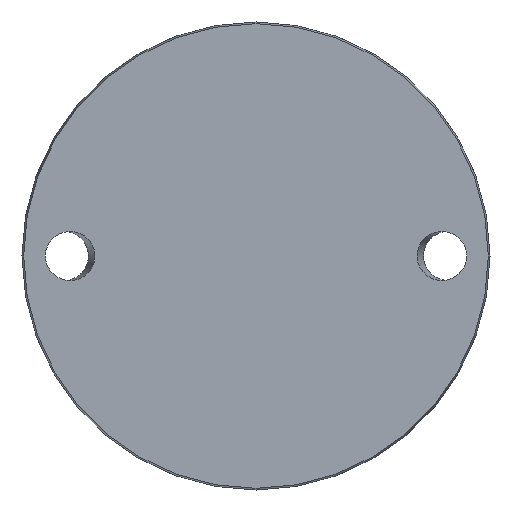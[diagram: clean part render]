
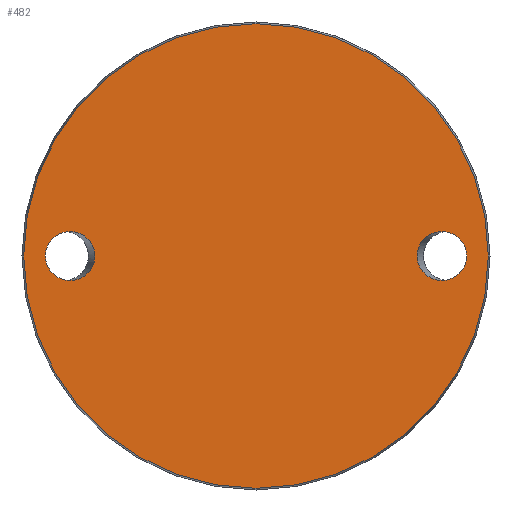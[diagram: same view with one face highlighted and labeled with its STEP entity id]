
A CAD part, front view. The second image highlights one B-rep face of the part: STEP entity #482.
In plain terms, the highlighted planar face has unit normal (0, -1, 0).
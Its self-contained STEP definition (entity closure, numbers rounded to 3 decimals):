
#21 = CARTESIAN_POINT ( 'NONE',  ( 71.115, 0., -16.5 ) ) ;
#39 = CARTESIAN_POINT ( 'NONE',  ( 0., 0., 0. ) ) ;
#40 = EDGE_CURVE ( 'NONE', #628, #628, #609, .T. ) ;
#46 = CARTESIAN_POINT ( 'NONE',  ( -71.115, 0., -16.5 ) ) ;
#120 = DIRECTION ( 'NONE',  ( 0., 0., 1. ) ) ;
#205 = EDGE_CURVE ( 'NONE', #675, #675, #328, .T. ) ;
#224 =( BOUNDED_CURVE ( )  B_SPLINE_CURVE ( 3, ( #531, #765, #226, #409, #644, #46, #338 ),
 .UNSPECIFIED., .T., .T. ) 
 B_SPLINE_CURVE_WITH_KNOTS ( ( 4, 3, 4 ),
 ( 0., 3.142, 6.283 ),
 .UNSPECIFIED. ) 
 CURVE ( )  GEOMETRIC_REPRESENTATION_ITEM ( )  RATIONAL_B_SPLINE_CURVE ( ( 1., 0.333, 0.333, 1., 0.333, 0.333, 1. ) ) 
 REPRESENTATION_ITEM ( '' )  );
#226 = CARTESIAN_POINT ( 'NONE',  ( -54.385, 0., 16.5 ) ) ;
#228 = ORIENTED_EDGE ( 'NONE', *, *, #354, .T. ) ;
#229 = DIRECTION ( 'NONE',  ( 0., -1., 0. ) ) ;
#237 = CARTESIAN_POINT ( 'NONE',  ( -78.425, 0., 0. ) ) ;
#259 = CARTESIAN_POINT ( 'NONE',  ( 71.115, 0., 0. ) ) ;
#268 = CARTESIAN_POINT ( 'NONE',  ( 54.385, 0., -16.5 ) ) ;
#328 = CIRCLE ( 'NONE', #693, 78.425 ) ;
#330 = VERTEX_POINT ( 'NONE', #379 ) ;
#338 = CARTESIAN_POINT ( 'NONE',  ( -71.115, 0., 0. ) ) ;
#354 = EDGE_CURVE ( 'NONE', #330, #330, #224, .T. ) ;
#379 = CARTESIAN_POINT ( 'NONE',  ( -71.115, 0., 0. ) ) ;
#383 = CARTESIAN_POINT ( 'NONE',  ( 71.115, 0., 16.5 ) ) ;
#406 = DIRECTION ( 'NONE',  ( 0., 0., -1. ) ) ;
#409 = CARTESIAN_POINT ( 'NONE',  ( -54.385, 0., 0. ) ) ;
#425 = FACE_BOUND ( 'NONE', #443, .T. ) ;
#443 = EDGE_LOOP ( 'NONE', ( #660 ) ) ;
#447 = CARTESIAN_POINT ( 'NONE',  ( 71.115, 0., 0. ) ) ;
#460 = CARTESIAN_POINT ( 'NONE',  ( 54.385, 0., 0. ) ) ;
#482 = ADVANCED_FACE ( 'NONE', ( #720, #425, #731 ), #789, .F. ) ;
#511 = CARTESIAN_POINT ( 'NONE',  ( 71.115, 0., 0. ) ) ;
#512 = CARTESIAN_POINT ( 'NONE',  ( 0., 0., -78.425 ) ) ;
#531 = CARTESIAN_POINT ( 'NONE',  ( -71.115, 0., 0. ) ) ;
#557 = AXIS2_PLACEMENT_3D ( 'NONE', #237, #666, #120 ) ;
#564 = ORIENTED_EDGE ( 'NONE', *, *, #205, .T. ) ;
#572 = CARTESIAN_POINT ( 'NONE',  ( 54.385, 0., 16.5 ) ) ;
#609 =( BOUNDED_CURVE ( )  B_SPLINE_CURVE ( 3, ( #447, #21, #268, #460, #572, #383, #511 ),
 .UNSPECIFIED., .T., .T. ) 
 B_SPLINE_CURVE_WITH_KNOTS ( ( 4, 3, 4 ),
 ( 0., 3.142, 6.283 ),
 .UNSPECIFIED. ) 
 CURVE ( )  GEOMETRIC_REPRESENTATION_ITEM ( )  RATIONAL_B_SPLINE_CURVE ( ( 1., 0.333, 0.333, 1., 0.333, 0.333, 1. ) ) 
 REPRESENTATION_ITEM ( '' )  );
#626 = EDGE_LOOP ( 'NONE', ( #564 ) ) ;
#628 = VERTEX_POINT ( 'NONE', #259 ) ;
#644 = CARTESIAN_POINT ( 'NONE',  ( -54.385, 0., -16.5 ) ) ;
#660 = ORIENTED_EDGE ( 'NONE', *, *, #40, .T. ) ;
#666 = DIRECTION ( 'NONE',  ( 0., 1., 0. ) ) ;
#675 = VERTEX_POINT ( 'NONE', #512 ) ;
#693 = AXIS2_PLACEMENT_3D ( 'NONE', #39, #229, #406 ) ;
#720 = FACE_BOUND ( 'NONE', #721, .T. ) ;
#721 = EDGE_LOOP ( 'NONE', ( #228 ) ) ;
#731 = FACE_OUTER_BOUND ( 'NONE', #626, .T. ) ;
#765 = CARTESIAN_POINT ( 'NONE',  ( -71.115, 0., 16.5 ) ) ;
#789 = PLANE ( 'NONE',  #557 ) ;
